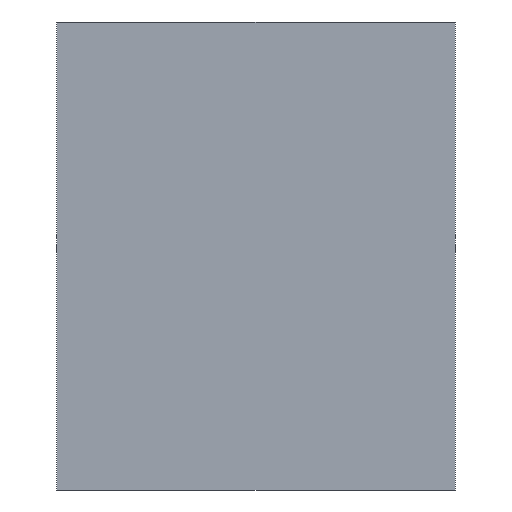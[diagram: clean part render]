
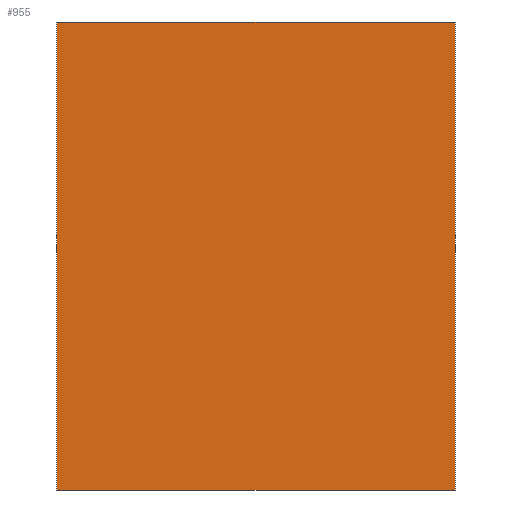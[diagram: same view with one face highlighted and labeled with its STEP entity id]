
A CAD part, front view. The second image highlights one B-rep face of the part: STEP entity #955.
In plain terms, the highlighted planar face has unit normal (0, -1, 0).
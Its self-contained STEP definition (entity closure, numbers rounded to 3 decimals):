
#73=ORIENTED_EDGE('',*,*,#239,.F.);
#74=ORIENTED_EDGE('',*,*,#243,.F.);
#75=ORIENTED_EDGE('',*,*,#235,.F.);
#76=ORIENTED_EDGE('',*,*,#244,.F.);
#235=EDGE_CURVE('',#320,#321,#383,.T.);
#239=EDGE_CURVE('',#324,#325,#387,.T.);
#243=EDGE_CURVE('',#321,#324,#391,.T.);
#244=EDGE_CURVE('',#325,#320,#392,.T.);
#320=VERTEX_POINT('',#1272);
#321=VERTEX_POINT('',#1273);
#324=VERTEX_POINT('',#1281);
#325=VERTEX_POINT('',#1282);
#383=LINE('',#1271,#437);
#387=LINE('',#1280,#441);
#391=LINE('',#1289,#445);
#392=LINE('',#1290,#446);
#437=VECTOR('',#1075,1000.);
#441=VECTOR('',#1081,1000.);
#445=VECTOR('',#1087,1000.);
#446=VECTOR('',#1088,1000.);
#493=EDGE_LOOP('',(#73,#74,#75,#76));
#561=FACE_BOUND('',#493,.T.);
#629=PLANE('',#1002);
#955=ADVANCED_FACE('',(#561),#629,.T.);
#1002=AXIS2_PLACEMENT_3D('',#1288,#1085,#1086);
#1075=DIRECTION('',(-1.,0.,0.));
#1081=DIRECTION('',(1.,0.,0.));
#1085=DIRECTION('',(0.,-1.,0.));
#1086=DIRECTION('',(1.,0.,0.));
#1087=DIRECTION('',(0.,0.,1.));
#1088=DIRECTION('',(0.,0.,-1.));
#1271=CARTESIAN_POINT('',(0.,-966.,-505.));
#1272=CARTESIAN_POINT('',(432.5,-966.,-505.));
#1273=CARTESIAN_POINT('',(-432.5,-966.,-505.));
#1280=CARTESIAN_POINT('',(0.,-966.,510.));
#1281=CARTESIAN_POINT('',(-432.5,-966.,510.));
#1282=CARTESIAN_POINT('',(432.5,-966.,510.));
#1288=CARTESIAN_POINT('',(0.,-966.,-137.5));
#1289=CARTESIAN_POINT('',(-432.5,-966.,-430.));
#1290=CARTESIAN_POINT('',(432.5,-966.,435.));
